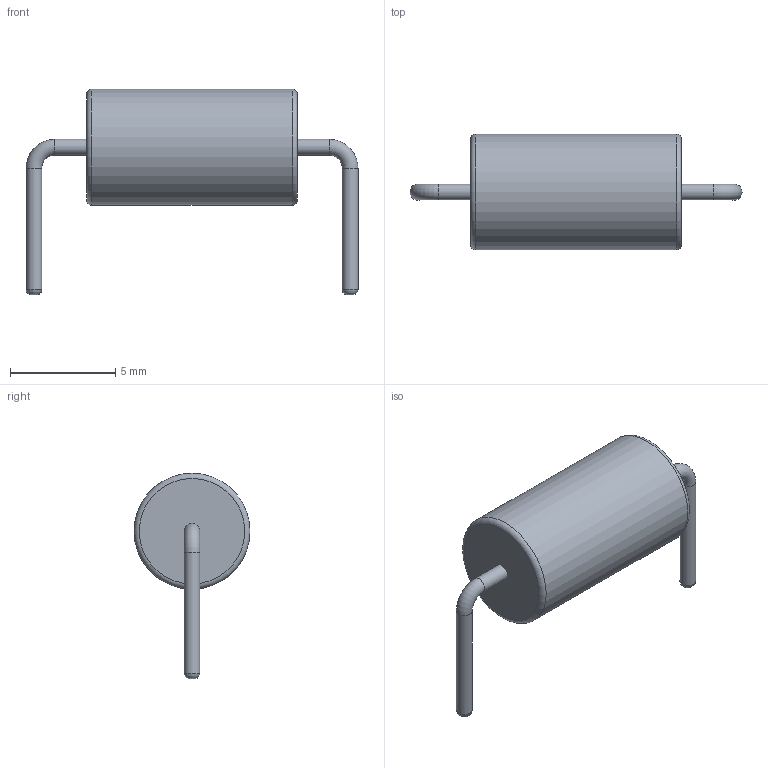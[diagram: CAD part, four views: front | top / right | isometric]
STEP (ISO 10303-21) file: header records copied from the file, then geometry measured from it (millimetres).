
FILE_DESCRIPTION(('FreeCAD Model'),'2;1');
FILE_NAME('sw-420_15mm_Horizontal.step','2019-08-05T08:55:28',( 'Author'),(''),'Open CASCADE STEP processor 7.3','FreeCAD','Unknown' );
FILE_SCHEMA(('AUTOMOTIVE_DESIGN { 1 0 10303 214 1 1 1 1 }'));
Length unit declared in the file: millimetre
Products named in the file (3): SW-420; Body-sw420-sensor; Body-sw420-pins
Assembly tree (2 placements, depth 2):
  SW-420
    Body-sw420-sensor
    Body-sw420-pins
Bounding box: 15.75 x 5.5 x 9.75 mm (x, y, z)
Volume: 249.5 mm3; surface area: 283.2 mm2
Topology: 2 solids, 2 shells, 14 faces, 22 edges, 12 vertices
Faces by surface type: cylinder 4, torus 4, plane 4, revolution 2
Full cylindrical faces by diameter (mm): 0.75 x3, 5.5 x1
Entity records: 400 total; most frequent: DIRECTION 72, CARTESIAN_POINT 65, ORIENTED_EDGE 44, AXIS2_PLACEMENT_3D 33, EDGE_CURVE 22, CIRCLE 18, ADVANCED_FACE 14, FACE_BOUND 14
